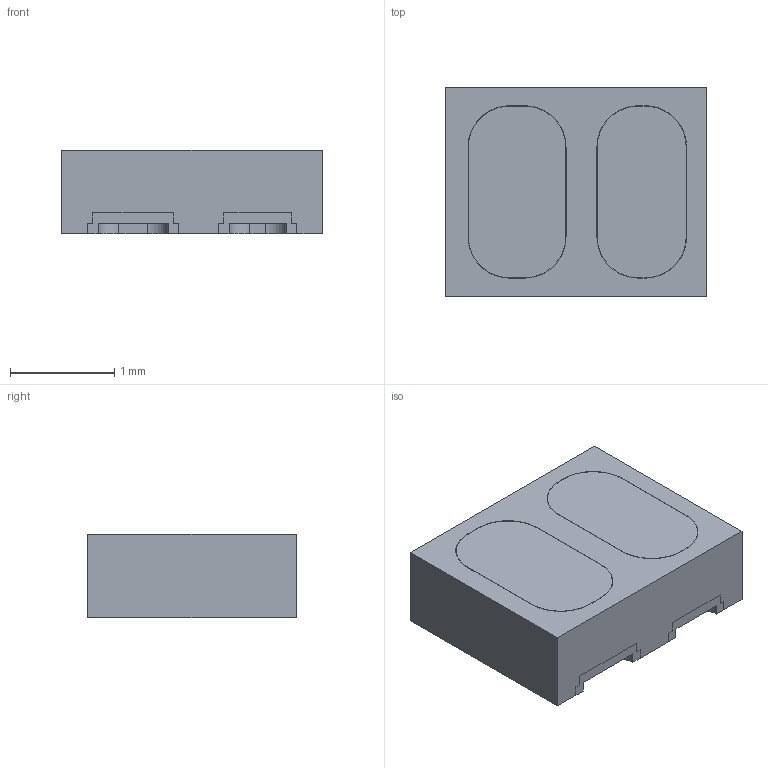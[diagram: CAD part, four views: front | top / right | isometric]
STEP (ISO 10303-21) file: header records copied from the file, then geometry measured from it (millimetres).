
FILE_DESCRIPTION(('FreeCAD Model'),'2;1');
FILE_NAME('VCNT2020.step','2020-11-23T12:58:09', ('Author'),(''),'Open CASCADE STEP processor 7.3','FreeCAD','Unknown' );
FILE_SCHEMA(('AUTOMOTIVE_DESIGN { 1 0 10303 214 1 1 1 1 }'));
Length unit declared in the file: millimetre
Products named in the file (1): VCNT2020
Bounding box: 2.5 x 2 x 0.8 mm (x, y, z)
Volume: 4 mm3; surface area: 17.3 mm2
Topology: 1 solids, 1 shells, 88 faces, 252 edges, 168 vertices
Faces by surface type: plane 56, cylinder 24, torus 8
Entity records: 6823 total; most frequent: CARTESIAN_POINT 1085, DIRECTION 986, LINE 644, VECTOR 644, ORIENTED_EDGE 504, PCURVE 504, DEFINITIONAL_REPRESENTATION 504, EDGE_CURVE 252
